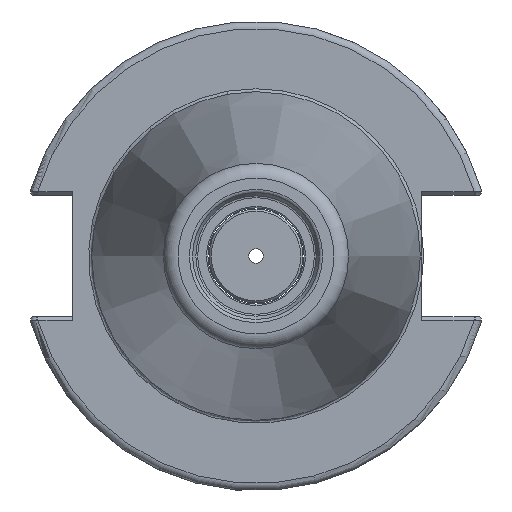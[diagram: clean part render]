
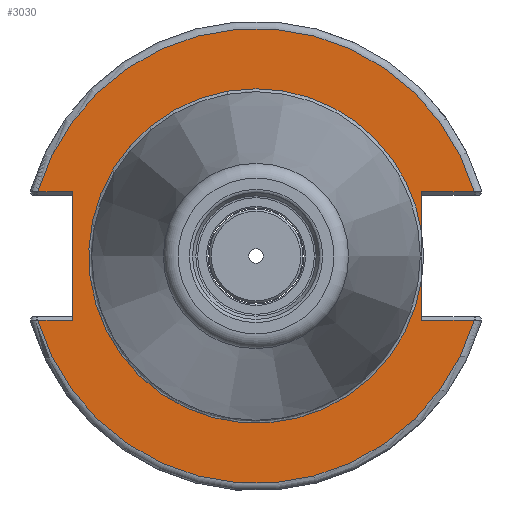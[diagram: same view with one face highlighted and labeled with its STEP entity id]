
A CAD part, left-side view. The second image highlights one B-rep face of the part: STEP entity #3030.
In plain terms, the highlighted planar face has unit normal (-1, 0, 0).
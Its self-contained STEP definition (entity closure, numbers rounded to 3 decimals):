
#220=PLANE('',#3278);
#323=FACE_OUTER_BOUND('',#502,.T.);
#502=EDGE_LOOP('',(#2172,#2173,#2174,#2175,#2176,#2177,#2178,#2179,#2180,
#2181,#2182));
#687=LINE('',#4637,#854);
#694=LINE('',#4759,#861);
#695=LINE('',#4763,#862);
#696=LINE('',#4765,#863);
#697=LINE('',#4767,#864);
#698=LINE('',#4771,#865);
#699=LINE('',#4773,#866);
#854=VECTOR('',#3749,10.);
#861=VECTOR('',#3760,10.);
#862=VECTOR('',#3763,10.);
#863=VECTOR('',#3764,10.);
#864=VECTOR('',#3765,10.);
#865=VECTOR('',#3768,10.);
#866=VECTOR('',#3769,10.);
#1058=CIRCLE('',#3279,30.775);
#1059=CIRCLE('',#3280,30.775);
#1060=CIRCLE('',#3281,22.625);
#1061=CIRCLE('',#3282,22.625);
#1282=VERTEX_POINT('',#4634);
#1283=VERTEX_POINT('',#4636);
#1291=VERTEX_POINT('',#4758);
#1292=VERTEX_POINT('',#4760);
#1293=VERTEX_POINT('',#4762);
#1294=VERTEX_POINT('',#4764);
#1295=VERTEX_POINT('',#4766);
#1296=VERTEX_POINT('',#4768);
#1297=VERTEX_POINT('',#4770);
#1298=VERTEX_POINT('',#4772);
#1299=VERTEX_POINT('',#4774);
#1622=EDGE_CURVE('',#1282,#1283,#687,.T.);
#1634=EDGE_CURVE('',#1291,#1283,#694,.T.);
#1635=EDGE_CURVE('',#1292,#1282,#1058,.T.);
#1636=EDGE_CURVE('',#1293,#1292,#695,.T.);
#1637=EDGE_CURVE('',#1293,#1294,#696,.T.);
#1638=EDGE_CURVE('',#1295,#1294,#697,.T.);
#1639=EDGE_CURVE('',#1296,#1295,#1059,.T.);
#1640=EDGE_CURVE('',#1297,#1296,#698,.T.);
#1641=EDGE_CURVE('',#1297,#1298,#699,.T.);
#1642=EDGE_CURVE('',#1298,#1299,#1060,.T.);
#1643=EDGE_CURVE('',#1299,#1291,#1061,.T.);
#2172=ORIENTED_EDGE('',*,*,#1634,.T.);
#2173=ORIENTED_EDGE('',*,*,#1622,.F.);
#2174=ORIENTED_EDGE('',*,*,#1635,.F.);
#2175=ORIENTED_EDGE('',*,*,#1636,.F.);
#2176=ORIENTED_EDGE('',*,*,#1637,.T.);
#2177=ORIENTED_EDGE('',*,*,#1638,.F.);
#2178=ORIENTED_EDGE('',*,*,#1639,.F.);
#2179=ORIENTED_EDGE('',*,*,#1640,.F.);
#2180=ORIENTED_EDGE('',*,*,#1641,.T.);
#2181=ORIENTED_EDGE('',*,*,#1642,.T.);
#2182=ORIENTED_EDGE('',*,*,#1643,.T.);
#3030=ADVANCED_FACE('',(#323),#220,.T.);
#3278=AXIS2_PLACEMENT_3D('',#4757,#3758,#3759);
#3279=AXIS2_PLACEMENT_3D('',#4761,#3761,#3762);
#3280=AXIS2_PLACEMENT_3D('',#4769,#3766,#3767);
#3281=AXIS2_PLACEMENT_3D('',#4775,#3770,#3771);
#3282=AXIS2_PLACEMENT_3D('',#4776,#3772,#3773);
#3749=DIRECTION('',(0.,1.,0.));
#3758=DIRECTION('center_axis',(-1.,0.,0.));
#3759=DIRECTION('ref_axis',(0.,0.,1.));
#3760=DIRECTION('',(0.,0.,1.));
#3761=DIRECTION('center_axis',(1.,0.,0.));
#3762=DIRECTION('ref_axis',(0.,0.,-1.));
#3763=DIRECTION('',(0.,1.,0.));
#3764=DIRECTION('',(0.,0.,-1.));
#3765=DIRECTION('',(0.,-1.,0.));
#3766=DIRECTION('center_axis',(1.,0.,0.));
#3767=DIRECTION('ref_axis',(0.,0.,-1.));
#3768=DIRECTION('',(0.,-1.,0.));
#3769=DIRECTION('',(0.,0.,1.));
#3770=DIRECTION('center_axis',(1.,0.,0.));
#3771=DIRECTION('ref_axis',(0.,0.,-1.));
#3772=DIRECTION('center_axis',(1.,0.,0.));
#3773=DIRECTION('ref_axis',(0.,0.,-1.));
#4634=CARTESIAN_POINT('',(1.,-29.523,8.69));
#4636=CARTESIAN_POINT('',(1.,-22.41,8.69));
#4637=CARTESIAN_POINT('',(1.,4.182,8.69));
#4757=CARTESIAN_POINT('Origin',(1.,30.775,0.));
#4758=CARTESIAN_POINT('',(1.,-22.41,3.112));
#4759=CARTESIAN_POINT('',(1.,-22.41,-4.095));
#4760=CARTESIAN_POINT('',(1.,29.523,8.69));
#4761=CARTESIAN_POINT('Origin',(1.,0.,0.));
#4762=CARTESIAN_POINT('',(1.,24.8,8.69));
#4763=CARTESIAN_POINT('',(1.,38.399,8.69));
#4764=CARTESIAN_POINT('',(1.,24.8,-8.69));
#4765=CARTESIAN_POINT('',(1.,24.8,4.095));
#4766=CARTESIAN_POINT('',(1.,29.523,-8.69));
#4767=CARTESIAN_POINT('',(1.,27.788,-8.69));
#4768=CARTESIAN_POINT('',(1.,-29.523,-8.69));
#4769=CARTESIAN_POINT('Origin',(1.,0.,0.));
#4770=CARTESIAN_POINT('',(1.,-22.41,-8.69));
#4771=CARTESIAN_POINT('',(1.,-6.591,-8.69));
#4772=CARTESIAN_POINT('',(1.,-22.41,-3.112));
#4773=CARTESIAN_POINT('',(1.,-22.41,-4.095));
#4774=CARTESIAN_POINT('',(1.,0.,22.625));
#4775=CARTESIAN_POINT('Origin',(1.,0.,0.));
#4776=CARTESIAN_POINT('Origin',(1.,0.,0.));
